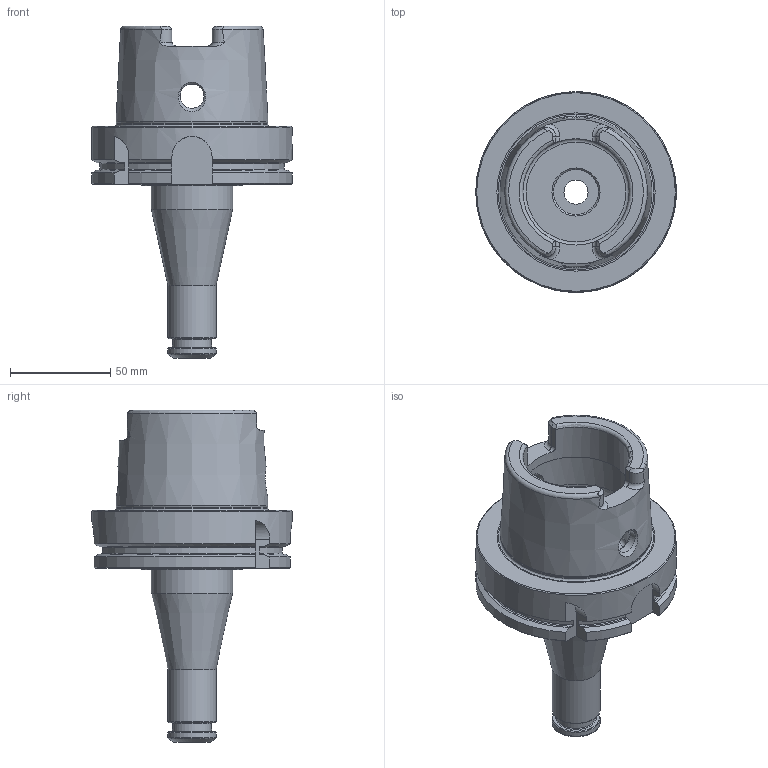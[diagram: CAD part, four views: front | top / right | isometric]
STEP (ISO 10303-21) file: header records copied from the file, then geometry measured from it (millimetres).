
FILE_DESCRIPTION(/* description */ (''),/* implementation_level */ '2;1');
FILE_NAME(/* name */ '450071560.stp',/* time_stamp */ '2021-01-08T12:24:43',/* author */ ('LRA'),/* organization */ ('REGO-FIX'),/* preprocessor_version */ ' Unknown',/* originating_system */ 'SIEMENS PLM Software Solid Edge ST10',/* authorization */ 'Unknown');
FILE_SCHEMA (('AUTOMOTIVE_DESIGN { 1 0 10303 214 2 1 1}'));
Length unit declared in the file: millimetre
Products named in the file (1): 0021518
Bounding box: 100 x 100 x 165.5 mm (x, y, z)
Volume: 305067.3 mm3; surface area: 60517.9 mm2
Topology: 1 solids, 1 shells, 129 faces, 335 edges, 214 vertices
Faces by surface type: plane 39, cylinder 36, cone 30, torus 24
Full cylindrical faces by diameter (mm): 9 x2, 12 x3, 15 x1, 19.5 x1, 22.376 x1, 24 x2, 25 x1, 40.5 x1, 53 x2, 63 x1, 75.359 x1, 100 x1
Entity records: 3853 total; most frequent: CARTESIAN_POINT 1000, DIRECTION 582, ORIENTED_EDGE 540, EDGE_CURVE 270, AXIS2_PLACEMENT_3D 251, VERTEX_POINT 194, EDGE_LOOP 186, FACE_BOUND 186
